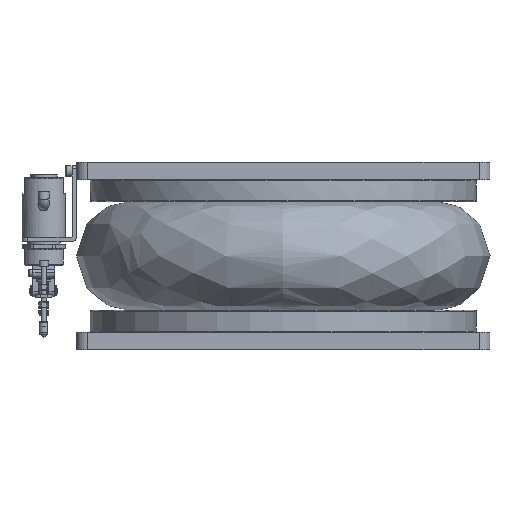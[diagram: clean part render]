
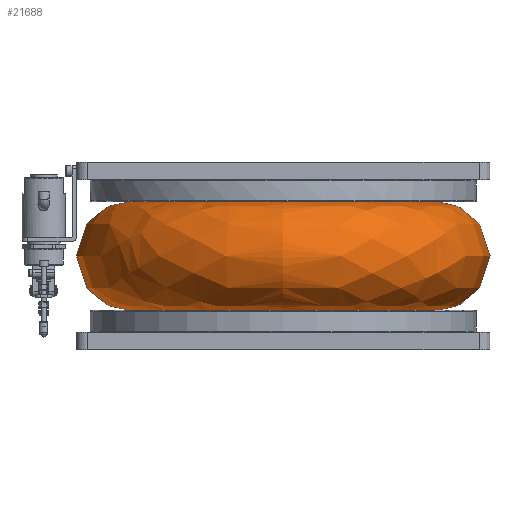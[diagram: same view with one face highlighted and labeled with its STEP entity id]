
A CAD part, front view. The second image highlights one B-rep face of the part: STEP entity #21688.
In plain terms, the highlighted free-form (B-spline) face has degree [3, 3] with [4, 7] control points.
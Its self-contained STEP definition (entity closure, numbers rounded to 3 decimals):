
#60 = CARTESIAN_POINT ( 'NONE',  ( 129.309, -25.546, 202.981 ) ) ;
#198 = CARTESIAN_POINT ( 'NONE',  ( 129.309, -166.91, 202.981 ) ) ;
#423 = CARTESIAN_POINT ( 'NONE',  ( 601.551, -261.667, 105.604 ) ) ;
#1047 = CARTESIAN_POINT ( 'NONE',  ( -153.418, 115.818, 103.019 ) ) ;
#3634 = CARTESIAN_POINT ( 'NONE',  ( 412.037, 115.818, 103.019 ) ) ;
#3850 = CARTESIAN_POINT ( 'NONE',  ( 129.309, -166.91, 202.981 ) ) ;
#5060 = EDGE_CURVE ( 'NONE', #30054, #30054, #8460, .T. ) ;
#6644 = CARTESIAN_POINT ( 'NONE',  ( 129.309, 115.818, 103.019 ) ) ;
#6839 = CARTESIAN_POINT ( 'NONE',  ( 129.309, -166.91, 103.019 ) ) ;
#7067 = CARTESIAN_POINT ( 'NONE',  ( 601.551, 210.575, 105.604 ) ) ;
#7284 = CARTESIAN_POINT ( 'NONE',  ( -153.418, 115.818, 202.981 ) ) ;
#7487 = CARTESIAN_POINT ( 'NONE',  ( 601.551, -261.667, 200.396 ) ) ;
#8460 = CIRCLE ( 'NONE', #37320, 141.364 ) ;
#9859 = CARTESIAN_POINT ( 'NONE',  ( -153.418, -166.91, 103.019 ) ) ;
#10083 = CARTESIAN_POINT ( 'NONE',  ( 129.309, 115.818, 202.981 ) ) ;
#10510 = AXIS2_PLACEMENT_3D ( 'NONE', #60, #29500, #13171 ) ;
#10721 = CARTESIAN_POINT ( 'NONE',  ( 129.309, -261.667, 105.604 ) ) ;
#13171 = DIRECTION ( 'NONE',  ( 0., -1., 0. ) ) ;
#13314 = CARTESIAN_POINT ( 'NONE',  ( -342.932, 210.575, 105.604 ) ) ;
#13405 = DIRECTION ( 'NONE',  ( 0., 0., 1. ) ) ;
#13943 = CARTESIAN_POINT ( 'NONE',  ( 129.309, 210.575, 200.396 ) ) ;
#14761 = EDGE_LOOP ( 'NONE', ( #40989 ) ) ;
#15361 = VERTEX_POINT ( 'NONE', #31469 ) ;
#16463 = ORIENTED_EDGE ( 'NONE', *, *, #5060, .T. ) ;
#16760 = CARTESIAN_POINT ( 'NONE',  ( 129.309, -166.91, 103.019 ) ) ;
#17170 = CARTESIAN_POINT ( 'NONE',  ( 601.551, 210.575, 200.396 ) ) ;
#19765 = FACE_OUTER_BOUND ( 'NONE', #34942, .T. ) ;
#19972 = CARTESIAN_POINT ( 'NONE',  ( -153.418, -166.91, 202.981 ) ) ;
#20604 = CARTESIAN_POINT ( 'NONE',  ( 412.037, -166.91, 103.019 ) ) ;
#21688 = ADVANCED_FACE ( 'NONE', ( #19765, #26636 ), #22154, .T. ) ;
#22154 =( BOUNDED_SURFACE ( )  B_SPLINE_SURFACE ( 3, 3, ( 
 ( #198, #30482, #29640, #10083, #7284, #19972, #3850 ),
 ( #36059, #7487, #17170, #13943, #23637, #33488, #40121 ),
 ( #10721, #423, #7067, #36909, #13314, #39283, #33068 ),
 ( #26427, #20604, #3634, #6644, #1047, #9859, #16760 ) ),
 .UNSPECIFIED., .F., .T., .F. ) 
 B_SPLINE_SURFACE_WITH_KNOTS ( ( 4, 4 ),
 ( 4, 3, 4 ),
 ( 0., 1. ),
 ( 0., 0.5, 1. ),
 .UNSPECIFIED. ) 
 GEOMETRIC_REPRESENTATION_ITEM ( )  RATIONAL_B_SPLINE_SURFACE ( (
 ( 1., 0.333, 0.333, 1., 0.333, 0.333, 1.),
 ( 0.352, 0.117, 0.117, 0.352, 0.117, 0.117, 0.352),
 ( 0.352, 0.117, 0.117, 0.352, 0.117, 0.117, 0.352),
 ( 1., 0.333, 0.333, 1., 0.333, 0.333, 1.) ) ) 
 REPRESENTATION_ITEM ( '' )  SURFACE ( )  );
#23637 = CARTESIAN_POINT ( 'NONE',  ( -342.932, 210.575, 200.396 ) ) ;
#26427 = CARTESIAN_POINT ( 'NONE',  ( 129.309, -166.91, 103.019 ) ) ;
#26636 = FACE_OUTER_BOUND ( 'NONE', #14761, .T. ) ;
#29500 = DIRECTION ( 'NONE',  ( 0., 0., -1. ) ) ;
#29510 = CARTESIAN_POINT ( 'NONE',  ( 129.309, -25.546, 103.019 ) ) ;
#29640 = CARTESIAN_POINT ( 'NONE',  ( 412.037, 115.818, 202.981 ) ) ;
#30054 = VERTEX_POINT ( 'NONE', #6839 ) ;
#30482 = CARTESIAN_POINT ( 'NONE',  ( 412.037, -166.91, 202.981 ) ) ;
#31469 = CARTESIAN_POINT ( 'NONE',  ( 129.309, -166.91, 202.981 ) ) ;
#33068 = CARTESIAN_POINT ( 'NONE',  ( 129.309, -261.667, 105.604 ) ) ;
#33488 = CARTESIAN_POINT ( 'NONE',  ( -342.932, -261.667, 200.396 ) ) ;
#34942 = EDGE_LOOP ( 'NONE', ( #16463 ) ) ;
#36059 = CARTESIAN_POINT ( 'NONE',  ( 129.309, -261.667, 200.396 ) ) ;
#36149 = DIRECTION ( 'NONE',  ( 0., -1., 0. ) ) ;
#36909 = CARTESIAN_POINT ( 'NONE',  ( 129.309, 210.575, 105.604 ) ) ;
#37320 = AXIS2_PLACEMENT_3D ( 'NONE', #29510, #13405, #36149 ) ;
#39111 = EDGE_CURVE ( 'NONE', #15361, #15361, #42026, .T. ) ;
#39283 = CARTESIAN_POINT ( 'NONE',  ( -342.932, -261.667, 105.604 ) ) ;
#40121 = CARTESIAN_POINT ( 'NONE',  ( 129.309, -261.667, 200.396 ) ) ;
#40989 = ORIENTED_EDGE ( 'NONE', *, *, #39111, .T. ) ;
#42026 = CIRCLE ( 'NONE', #10510, 141.364 ) ;
